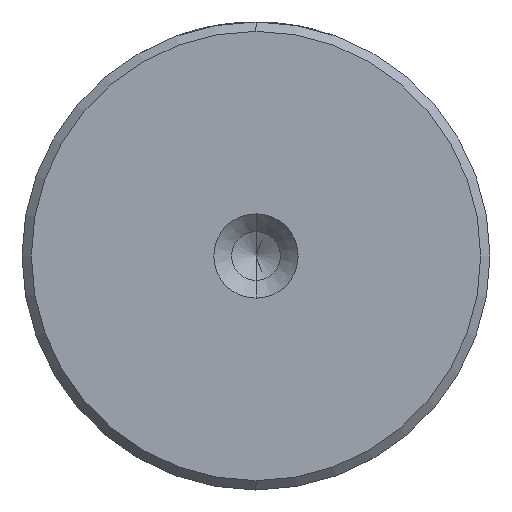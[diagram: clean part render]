
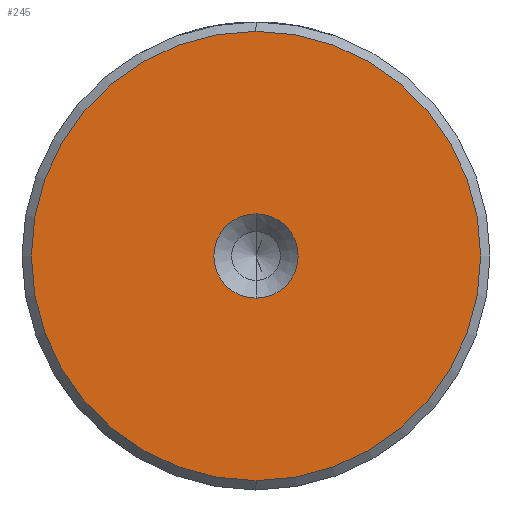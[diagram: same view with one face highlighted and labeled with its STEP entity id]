
A CAD part, left-side view. The second image highlights one B-rep face of the part: STEP entity #245.
In plain terms, the highlighted planar face has unit normal (-1, 0, 0).
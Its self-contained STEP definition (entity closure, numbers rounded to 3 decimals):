
#76 = CARTESIAN_POINT ( 'NONE',  ( 0., 0., 12. ) ) ;
#138 = CARTESIAN_POINT ( 'NONE',  ( 0., 0., 0. ) ) ;
#243 = CARTESIAN_POINT ( 'NONE',  ( 0., 0., 0. ) ) ;
#245 = ADVANCED_FACE ( 'NONE', ( #1136, #2879 ), #2663, .T. ) ;
#282 = DIRECTION ( 'NONE',  ( -1., 0., 0. ) ) ;
#336 = AXIS2_PLACEMENT_3D ( 'NONE', #243, #1853, #488 ) ;
#347 = CARTESIAN_POINT ( 'NONE',  ( 0., 0., 0. ) ) ;
#380 = AXIS2_PLACEMENT_3D ( 'NONE', #347, #1951, #584 ) ;
#438 = EDGE_LOOP ( 'NONE', ( #1375, #2755 ) ) ;
#488 = DIRECTION ( 'NONE',  ( 0., 0., 1. ) ) ;
#584 = DIRECTION ( 'NONE',  ( 0., 0., 1. ) ) ;
#602 = EDGE_CURVE ( 'NONE', #1938, #2040, #887, .T. ) ;
#606 = CARTESIAN_POINT ( 'NONE',  ( 0., 0., 2.25 ) ) ;
#735 = VERTEX_POINT ( 'NONE', #2850 ) ;
#887 = CIRCLE ( 'NONE', #336, 12. ) ;
#907 = AXIS2_PLACEMENT_3D ( 'NONE', #1660, #282, #1894 ) ;
#946 = ORIENTED_EDGE ( 'NONE', *, *, #2339, .F. ) ;
#984 = CIRCLE ( 'NONE', #1624, 2.25 ) ;
#1035 = EDGE_CURVE ( 'NONE', #2040, #1938, #2936, .T. ) ;
#1126 = VERTEX_POINT ( 'NONE', #606 ) ;
#1136 = FACE_OUTER_BOUND ( 'NONE', #438, .T. ) ;
#1301 = CARTESIAN_POINT ( 'NONE',  ( 0., 0., 0. ) ) ;
#1375 = ORIENTED_EDGE ( 'NONE', *, *, #602, .T. ) ;
#1419 = CARTESIAN_POINT ( 'NONE',  ( 0., 0., -12. ) ) ;
#1530 = DIRECTION ( 'NONE',  ( 0., 0., 1. ) ) ;
#1537 = DIRECTION ( 'NONE',  ( 0., 0., 1. ) ) ;
#1591 = CIRCLE ( 'NONE', #907, 2.25 ) ;
#1624 = AXIS2_PLACEMENT_3D ( 'NONE', #1301, #2885, #1530 ) ;
#1627 = EDGE_LOOP ( 'NONE', ( #1774, #946 ) ) ;
#1660 = CARTESIAN_POINT ( 'NONE',  ( 0., 0., 0. ) ) ;
#1774 = ORIENTED_EDGE ( 'NONE', *, *, #2733, .F. ) ;
#1853 = DIRECTION ( 'NONE',  ( -1., 0., 0. ) ) ;
#1894 = DIRECTION ( 'NONE',  ( 0., 0., 1. ) ) ;
#1938 = VERTEX_POINT ( 'NONE', #1419 ) ;
#1951 = DIRECTION ( 'NONE',  ( -1., 0., 0. ) ) ;
#2040 = VERTEX_POINT ( 'NONE', #76 ) ;
#2339 = EDGE_CURVE ( 'NONE', #735, #1126, #984, .T. ) ;
#2663 = PLANE ( 'NONE',  #2736 ) ;
#2733 = EDGE_CURVE ( 'NONE', #1126, #735, #1591, .T. ) ;
#2736 = AXIS2_PLACEMENT_3D ( 'NONE', #138, #2890, #1537 ) ;
#2755 = ORIENTED_EDGE ( 'NONE', *, *, #1035, .T. ) ;
#2850 = CARTESIAN_POINT ( 'NONE',  ( 0., 0., -2.25 ) ) ;
#2879 = FACE_BOUND ( 'NONE', #1627, .T. ) ;
#2885 = DIRECTION ( 'NONE',  ( -1., 0., 0. ) ) ;
#2890 = DIRECTION ( 'NONE',  ( -1., 0., 0. ) ) ;
#2936 = CIRCLE ( 'NONE', #380, 12. ) ;
